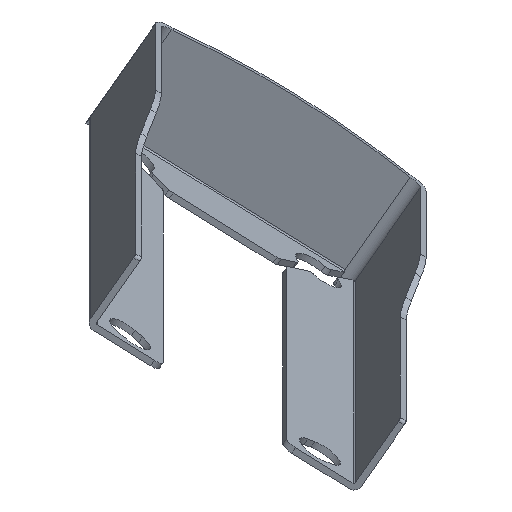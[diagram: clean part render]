
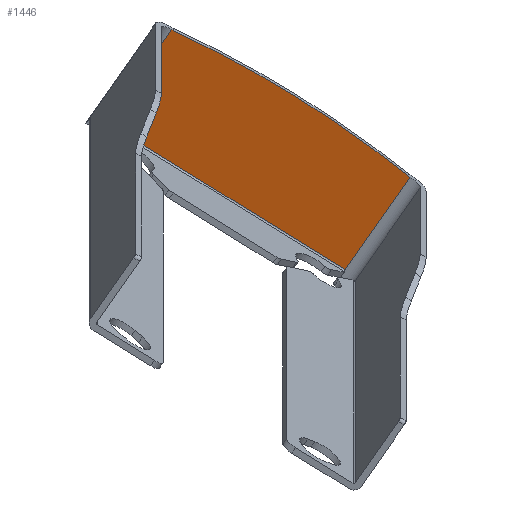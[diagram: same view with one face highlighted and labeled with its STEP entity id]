
A CAD part, front view. The second image highlights one B-rep face of the part: STEP entity #1446.
In plain terms, the highlighted face is planar.
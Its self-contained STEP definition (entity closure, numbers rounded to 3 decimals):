
#219=CARTESIAN_POINT('Vertex',(-40.5,87.5,2.5)) ;
#594=CARTESIAN_POINT('Vertex',(40.5,87.5,2.5)) ;
#597=CARTESIAN_POINT('Line Origine',(-20.25,87.5,2.5)) ;
#1376=CARTESIAN_POINT('Line Origine',(-40.5,87.5,19.)) ;
#1380=CARTESIAN_POINT('Vertex',(-40.5,87.5,36.)) ;
#1399=CARTESIAN_POINT('Axis2P3D Location',(-40.5,87.5,2.)) ;
#1404=CARTESIAN_POINT('Axis2P3D Location',(0.,87.5,-281.5)) ;
#1408=CARTESIAN_POINT('Vertex',(0.,87.5,38.5)) ;
#1410=CARTESIAN_POINT('Vertex',(-39.922,87.5,36.)) ;
#1413=CARTESIAN_POINT('Line Origine',(-40.211,87.5,36.)) ;
#1418=CARTESIAN_POINT('Line Origine',(40.5,87.5,19.25)) ;
#1422=CARTESIAN_POINT('Vertex',(40.5,87.5,36.)) ;
#1425=CARTESIAN_POINT('Line Origine',(40.211,87.5,36.)) ;
#1429=CARTESIAN_POINT('Vertex',(39.922,87.5,36.)) ;
#1432=CARTESIAN_POINT('Axis2P3D Location',(0.,87.5,-281.5)) ;
#598=DIRECTION('Vector Direction',(1.,0.,0.)) ;
#1377=DIRECTION('Vector Direction',(0.,0.,1.)) ;
#1400=DIRECTION('Axis2P3D Direction',(0.,-1.,0.)) ;
#1401=DIRECTION('Axis2P3D XDirection',(1.,0.,0.)) ;
#1405=DIRECTION('Axis2P3D Direction',(0.,-1.,0.)) ;
#1414=DIRECTION('Vector Direction',(1.,0.,0.)) ;
#1419=DIRECTION('Vector Direction',(0.,0.,1.)) ;
#1426=DIRECTION('Vector Direction',(1.,0.,0.)) ;
#1433=DIRECTION('Axis2P3D Direction',(0.,-1.,0.)) ;
#1402=AXIS2_PLACEMENT_3D('Plane Axis2P3D',#1399,#1400,#1401) ;
#1406=AXIS2_PLACEMENT_3D('Circle Axis2P3D',#1404,#1405,$) ;
#1434=AXIS2_PLACEMENT_3D('Circle Axis2P3D',#1432,#1433,$) ;
#1438=ORIENTED_EDGE('',*,*,#1412,.T.) ;
#1439=ORIENTED_EDGE('',*,*,#1417,.F.) ;
#1440=ORIENTED_EDGE('',*,*,#1382,.F.) ;
#1441=ORIENTED_EDGE('',*,*,#601,.T.) ;
#1442=ORIENTED_EDGE('',*,*,#1424,.T.) ;
#1443=ORIENTED_EDGE('',*,*,#1431,.T.) ;
#1444=ORIENTED_EDGE('',*,*,#1436,.F.) ;
#599=VECTOR('Line Direction',#598,1.) ;
#1378=VECTOR('Line Direction',#1377,1.) ;
#1415=VECTOR('Line Direction',#1414,1.) ;
#1420=VECTOR('Line Direction',#1419,1.) ;
#1427=VECTOR('Line Direction',#1426,1.) ;
#1446=ADVANCED_FACE('PartBody',(#1445),#1403,.T.) ;
#1407=CIRCLE('generated circle',#1406,320.) ;
#1435=CIRCLE('generated circle',#1434,320.) ;
#601=EDGE_CURVE('',#220,#595,#600,.T.) ;
#1382=EDGE_CURVE('',#220,#1381,#1379,.T.) ;
#1412=EDGE_CURVE('',#1409,#1411,#1407,.T.) ;
#1417=EDGE_CURVE('',#1381,#1411,#1416,.T.) ;
#1424=EDGE_CURVE('',#595,#1423,#1421,.T.) ;
#1431=EDGE_CURVE('',#1423,#1430,#1428,.F.) ;
#1436=EDGE_CURVE('',#1409,#1430,#1435,.F.) ;
#1437=EDGE_LOOP('',(#1438,#1439,#1440,#1441,#1442,#1443,#1444)) ;
#1445=FACE_OUTER_BOUND('',#1437,.T.) ;
#600=LINE('Line',#597,#599) ;
#1379=LINE('Line',#1376,#1378) ;
#1416=LINE('Line',#1413,#1415) ;
#1421=LINE('Line',#1418,#1420) ;
#1428=LINE('Line',#1425,#1427) ;
#1403=PLANE('',#1402) ;
#220=VERTEX_POINT('',#219) ;
#595=VERTEX_POINT('',#594) ;
#1381=VERTEX_POINT('',#1380) ;
#1409=VERTEX_POINT('',#1408) ;
#1411=VERTEX_POINT('',#1410) ;
#1423=VERTEX_POINT('',#1422) ;
#1430=VERTEX_POINT('',#1429) ;
